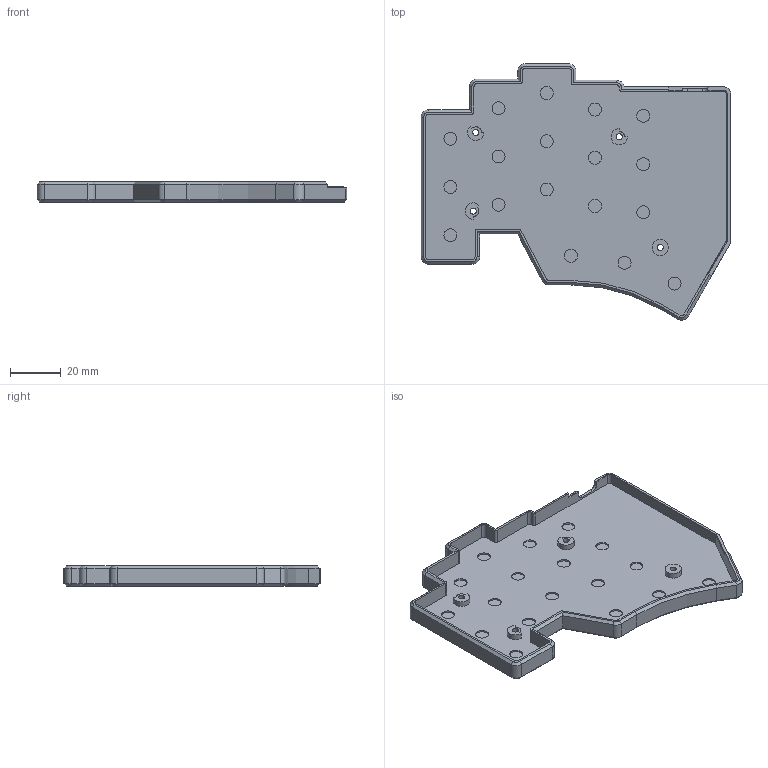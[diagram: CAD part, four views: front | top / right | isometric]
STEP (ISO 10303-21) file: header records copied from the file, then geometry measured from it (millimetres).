
FILE_DESCRIPTION(/* description */ (''),/* implementation_level */ '2;1');
FILE_NAME(/* name */ 'bottom.step',/* time_stamp */ '2023-12-11T22:22:24+03:00',/* author */ (''),/* organization */ (''),/* preprocessor_version */ 'ST-DEVELOPER v20',/* originating_system */ 'Autodesk Translation Framework v12.14.0.127',/* authorisation */ '');
FILE_SCHEMA (('AUTOMOTIVE_DESIGN { 1 0 10303 214 3 1 1 }'));
Length unit declared in the file: millimetre
Products named in the file (1): Standard Bottom
Bounding box: 122 x 100.98 x 8 mm (x, y, z)
Volume: 21819 mm3; surface area: 24253.1 mm2
Topology: 1 solids, 1 shells, 286 faces, 690 edges, 434 vertices
Faces by surface type: plane 193, cylinder 69, cone 24
Full cylindrical faces by diameter (mm): 2.4 x4, 5.1 x18, 6.4 x1, 8.2 x6
Entity records: 8275 total; most frequent: DIRECTION 1436, CARTESIAN_POINT 1417, ORIENTED_EDGE 1380, EDGE_CURVE 690, LINE 514, VECTOR 514, AXIS2_PLACEMENT_3D 461, VERTEX_POINT 434
